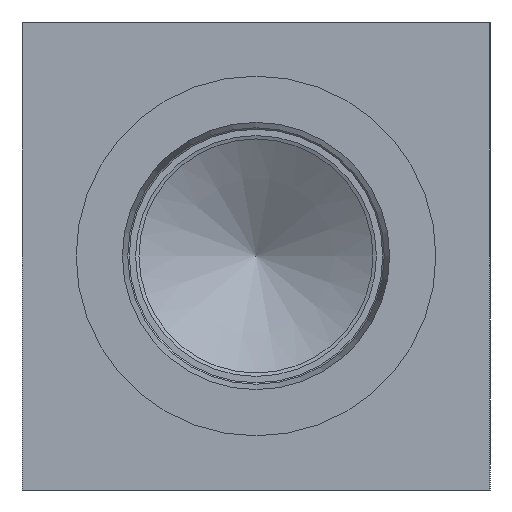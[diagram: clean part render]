
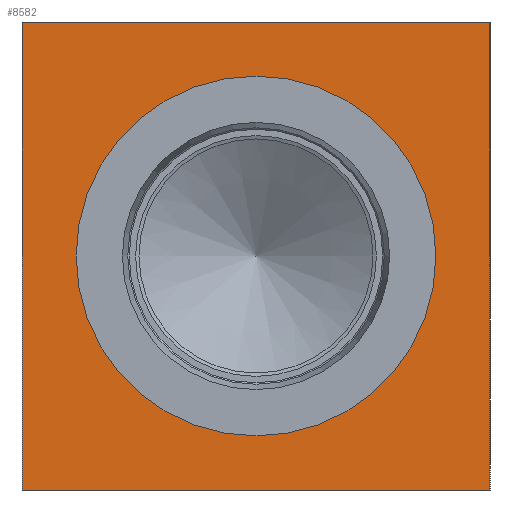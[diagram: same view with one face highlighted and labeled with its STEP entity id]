
A CAD part, left-side view. The second image highlights one B-rep face of the part: STEP entity #8582.
In plain terms, the highlighted planar face has unit normal (-1, 0, 0).
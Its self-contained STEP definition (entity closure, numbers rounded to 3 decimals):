
#170=CIRCLE('',#8870,29.286);
#171=CIRCLE('',#8871,29.286);
#341=FACE_BOUND('',#1672,.T.);
#1182=FACE_OUTER_BOUND('',#1671,.T.);
#1671=EDGE_LOOP('',(#7561,#7562,#7563,#7564));
#1672=EDGE_LOOP('',(#7565,#7566));
#1969=LINE('',#13315,#2714);
#2425=LINE('',#15176,#3170);
#2426=LINE('',#15177,#3171);
#2427=LINE('',#15178,#3172);
#2714=VECTOR('',#9526,10.);
#3170=VECTOR('',#10852,10.);
#3171=VECTOR('',#10853,10.);
#3172=VECTOR('',#10854,10.);
#3510=VERTEX_POINT('',#13308);
#3513=VERTEX_POINT('',#13313);
#3835=VERTEX_POINT('',#14560);
#3836=VERTEX_POINT('',#14561);
#3980=VERTEX_POINT('',#15174);
#3981=VERTEX_POINT('',#15175);
#4485=EDGE_CURVE('',#3513,#3510,#1969,.T.);
#4955=EDGE_CURVE('',#3835,#3836,#170,.T.);
#4956=EDGE_CURVE('',#3836,#3835,#171,.T.);
#5182=EDGE_CURVE('',#3980,#3981,#2425,.T.);
#5183=EDGE_CURVE('',#3981,#3510,#2426,.T.);
#5184=EDGE_CURVE('',#3980,#3513,#2427,.T.);
#7561=ORIENTED_EDGE('',*,*,#5182,.T.);
#7562=ORIENTED_EDGE('',*,*,#5183,.T.);
#7563=ORIENTED_EDGE('',*,*,#4485,.F.);
#7564=ORIENTED_EDGE('',*,*,#5184,.F.);
#7565=ORIENTED_EDGE('',*,*,#4955,.T.);
#7566=ORIENTED_EDGE('',*,*,#4956,.T.);
#7824=PLANE('',#9103);
#8582=ADVANCED_FACE('',(#1182,#341),#7824,.T.);
#8870=AXIS2_PLACEMENT_3D('',#14562,#10321,#10322);
#8871=AXIS2_PLACEMENT_3D('',#14563,#10323,#10324);
#9103=AXIS2_PLACEMENT_3D('',#15173,#10850,#10851);
#9526=DIRECTION('',(0.,-1.,0.));
#10321=DIRECTION('center_axis',(1.,0.,0.));
#10322=DIRECTION('ref_axis',(0.,0.,1.));
#10323=DIRECTION('center_axis',(1.,0.,0.));
#10324=DIRECTION('ref_axis',(0.,0.,1.));
#10850=DIRECTION('center_axis',(-1.,0.,0.));
#10851=DIRECTION('ref_axis',(0.,-1.,0.));
#10852=DIRECTION('',(0.,-1.,0.));
#10853=DIRECTION('',(0.,0.,1.));
#10854=DIRECTION('',(0.,0.,1.));
#13308=CARTESIAN_POINT('',(0.,0.,76.2));
#13313=CARTESIAN_POINT('',(0.,76.2,76.2));
#13315=CARTESIAN_POINT('',(0.,76.2,76.2));
#14560=CARTESIAN_POINT('',(0.,38.1,67.386));
#14561=CARTESIAN_POINT('',(0.,38.1,8.814));
#14562=CARTESIAN_POINT('Origin',(0.,38.1,38.1));
#14563=CARTESIAN_POINT('Origin',(0.,38.1,38.1));
#15173=CARTESIAN_POINT('Origin',(0.,76.2,0.));
#15174=CARTESIAN_POINT('',(0.,76.2,0.));
#15175=CARTESIAN_POINT('',(0.,0.,0.));
#15176=CARTESIAN_POINT('',(0.,76.2,0.));
#15177=CARTESIAN_POINT('',(0.,0.,0.));
#15178=CARTESIAN_POINT('',(0.,76.2,0.));
